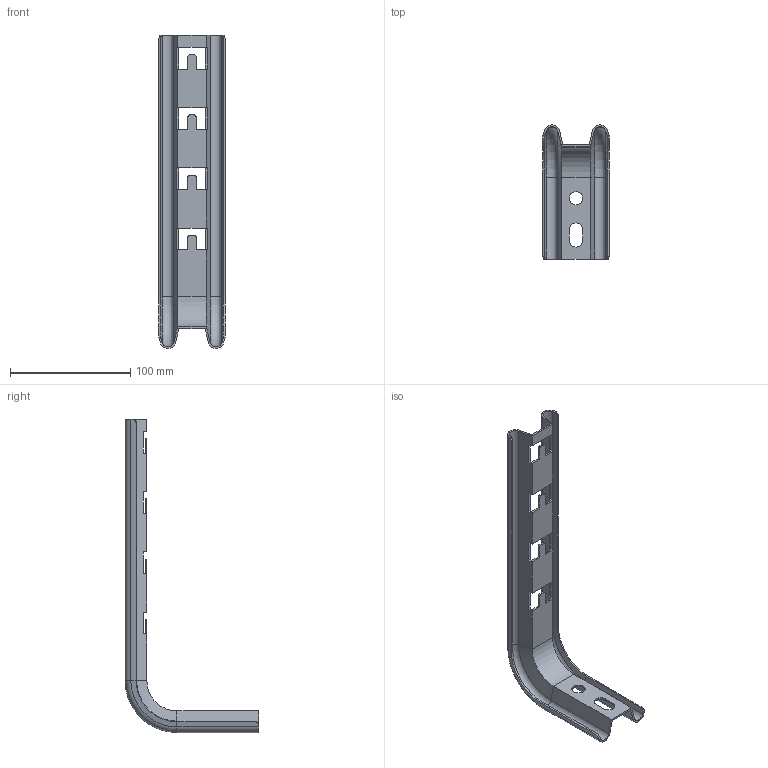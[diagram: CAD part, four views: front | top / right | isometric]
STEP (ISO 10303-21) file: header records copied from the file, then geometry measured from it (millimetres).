
FILE_DESCRIPTION (( 'STEP AP203' ), '1' );
FILE_NAME ('CLW10-VÑEF-200 Êîíñîëü VÑEF 200.STEP', '2016-04-13T12:11:10', ( '' ), ( '' ), 'SwSTEP 2.0', 'SolidWorks 2014', '' );
FILE_SCHEMA (( 'CONFIG_CONTROL_DESIGN' ));
Length unit declared in the file: millimetre
Products named in the file (1): CLW10-VÑEF-200 Êîíñîëü VÑEF 200
Bounding box: 55 x 110.98 x 259.98 mm (x, y, z)
Volume: 41217.1 mm3; surface area: 57040.2 mm2
Topology: 1 solids, 1 shells, 107 faces, 307 edges, 194 vertices
Faces by surface type: plane 68, cylinder 25, cone 10, torus 4
Full cylindrical faces by diameter (mm): 11 x1
Entity records: 3543 total; most frequent: ORIENTED_EDGE 612, CARTESIAN_POINT 608, DIRECTION 584, EDGE_CURVE 306, LINE 244, VECTOR 244, VERTEX_POINT 194, AXIS2_PLACEMENT_3D 170
